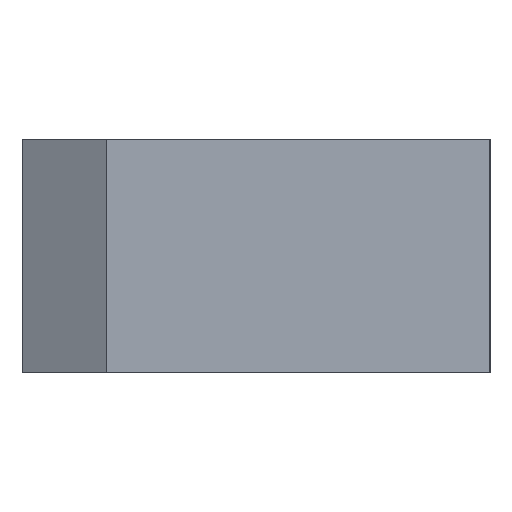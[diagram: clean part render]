
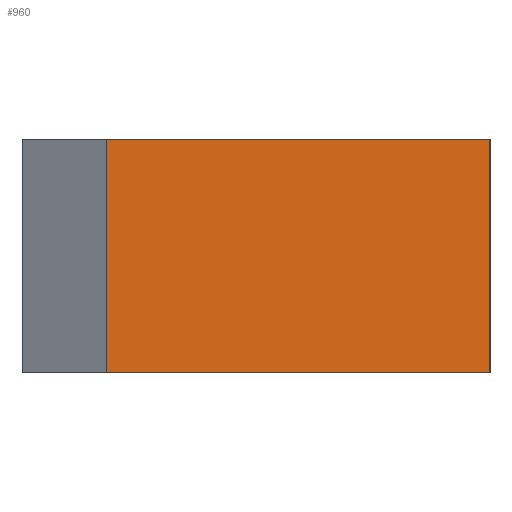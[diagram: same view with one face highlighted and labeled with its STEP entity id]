
A CAD part, left-side view. The second image highlights one B-rep face of the part: STEP entity #960.
In plain terms, the highlighted planar face has unit normal (-1, 0, 0).
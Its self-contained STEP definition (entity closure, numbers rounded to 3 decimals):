
#261 = DIRECTION ( 'NONE',  ( 0., -1., 0. ) ) ;
#359 = ORIENTED_EDGE ( 'NONE', *, *, #1321, .T. ) ;
#369 = EDGE_CURVE ( 'NONE', #2104, #518, #1205, .T. ) ;
#429 = DIRECTION ( 'NONE',  ( 0., 1., 0. ) ) ;
#475 = EDGE_CURVE ( 'NONE', #3931, #700, #2219, .T. ) ;
#518 = VERTEX_POINT ( 'NONE', #2893 ) ;
#574 = CARTESIAN_POINT ( 'NONE',  ( 0., 0., 0. ) ) ;
#683 = DIRECTION ( 'NONE',  ( 0., 0., -1. ) ) ;
#700 = VERTEX_POINT ( 'NONE', #2066 ) ;
#735 = PLANE ( 'NONE',  #3161 ) ;
#815 = CARTESIAN_POINT ( 'NONE',  ( 0., 0., 10. ) ) ;
#836 = DIRECTION ( 'NONE',  ( 0., -1., 0. ) ) ;
#882 = LINE ( 'NONE', #574, #3832 ) ;
#960 = ADVANCED_FACE ( 'NONE', ( #3539 ), #735, .F. ) ;
#1067 = EDGE_CURVE ( 'NONE', #2104, #3931, #1754, .T. ) ;
#1205 = LINE ( 'NONE', #2448, #1573 ) ;
#1224 = DIRECTION ( 'NONE',  ( 0., 0., -1. ) ) ;
#1321 = EDGE_CURVE ( 'NONE', #518, #700, #882, .T. ) ;
#1573 = VECTOR ( 'NONE', #1224, 1000. ) ;
#1754 = LINE ( 'NONE', #815, #3817 ) ;
#2037 = VECTOR ( 'NONE', #683, 1000. ) ;
#2050 = EDGE_LOOP ( 'NONE', ( #359, #3909, #2199, #3586 ) ) ;
#2066 = CARTESIAN_POINT ( 'NONE',  ( 0., -20., 0. ) ) ;
#2104 = VERTEX_POINT ( 'NONE', #2703 ) ;
#2199 = ORIENTED_EDGE ( 'NONE', *, *, #1067, .F. ) ;
#2219 = LINE ( 'NONE', #3485, #2037 ) ;
#2232 = DIRECTION ( 'NONE',  ( 1., 0., 0. ) ) ;
#2318 = CARTESIAN_POINT ( 'NONE',  ( 0., -20., 10. ) ) ;
#2448 = CARTESIAN_POINT ( 'NONE',  ( 0., -3.61, 10. ) ) ;
#2703 = CARTESIAN_POINT ( 'NONE',  ( 0., -3.61, 10. ) ) ;
#2846 = CARTESIAN_POINT ( 'NONE',  ( 0., 0., 10. ) ) ;
#2893 = CARTESIAN_POINT ( 'NONE',  ( 0., -3.61, 0. ) ) ;
#3161 = AXIS2_PLACEMENT_3D ( 'NONE', #2846, #2232, #429 ) ;
#3485 = CARTESIAN_POINT ( 'NONE',  ( 0., -20., 10. ) ) ;
#3539 = FACE_OUTER_BOUND ( 'NONE', #2050, .T. ) ;
#3586 = ORIENTED_EDGE ( 'NONE', *, *, #369, .T. ) ;
#3817 = VECTOR ( 'NONE', #836, 1000. ) ;
#3832 = VECTOR ( 'NONE', #261, 1000. ) ;
#3909 = ORIENTED_EDGE ( 'NONE', *, *, #475, .F. ) ;
#3931 = VERTEX_POINT ( 'NONE', #2318 ) ;
